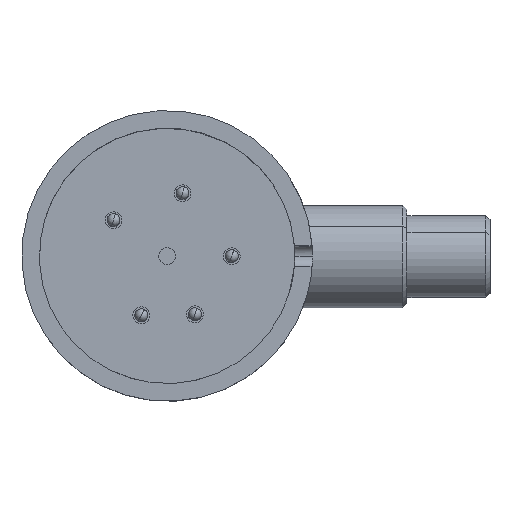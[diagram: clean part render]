
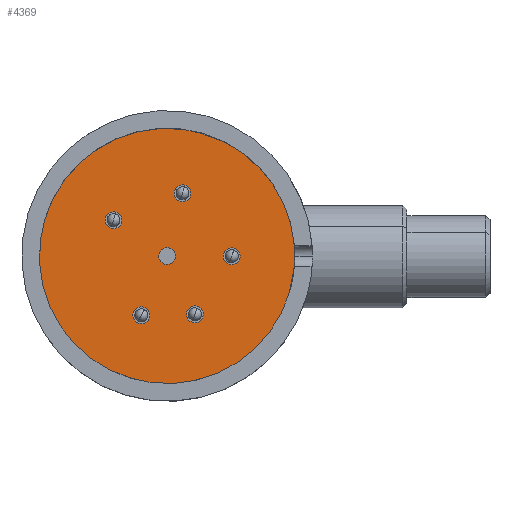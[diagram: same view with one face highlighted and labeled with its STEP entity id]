
A CAD part, top view. The second image highlights one B-rep face of the part: STEP entity #4369.
In plain terms, the highlighted planar face has unit normal (0, 0, 1).
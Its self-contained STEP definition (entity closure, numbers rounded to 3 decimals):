
#83 = CIRCLE ( 'NONE', #6696, 1.029 ) ;
#119 = AXIS2_PLACEMENT_3D ( 'NONE', #2633, #5148, #1503 ) ;
#161 = CIRCLE ( 'NONE', #3254, 1.029 ) ;
#186 = ORIENTED_EDGE ( 'NONE', *, *, #5442, .F. ) ;
#206 = CARTESIAN_POINT ( 'NONE',  ( 0., 0., 72.034 ) ) ;
#371 = CARTESIAN_POINT ( 'NONE',  ( 14.958, -4.501, 72.034 ) ) ;
#372 = DIRECTION ( 'NONE',  ( -0.958, 0.288, 0. ) ) ;
#442 = AXIS2_PLACEMENT_3D ( 'NONE', #4955, #5019, #3828 ) ;
#452 = EDGE_LOOP ( 'NONE', ( #5955, #6608 ) ) ;
#501 = AXIS2_PLACEMENT_3D ( 'NONE', #6384, #4200, #4731 ) ;
#509 = FACE_BOUND ( 'NONE', #4985, .T. ) ;
#534 = ORIENTED_EDGE ( 'NONE', *, *, #3405, .F. ) ;
#774 = VERTEX_POINT ( 'NONE', #4322 ) ;
#790 = DIRECTION ( 'NONE',  ( -0.958, 0.288, 0. ) ) ;
#868 = ORIENTED_EDGE ( 'NONE', *, *, #1135, .F. ) ;
#884 = AXIS2_PLACEMENT_3D ( 'NONE', #3839, #5854, #5931 ) ;
#899 = ORIENTED_EDGE ( 'NONE', *, *, #1512, .F. ) ;
#938 = CIRCLE ( 'NONE', #4131, 1.029 ) ;
#947 = ORIENTED_EDGE ( 'NONE', *, *, #974, .F. ) ;
#974 = EDGE_CURVE ( 'NONE', #6326, #1570, #2348, .T. ) ;
#979 = DIRECTION ( 'NONE',  ( -0.958, 0.288, 0. ) ) ;
#987 = FACE_BOUND ( 'NONE', #5432, .T. ) ;
#1020 = ORIENTED_EDGE ( 'NONE', *, *, #6362, .F. ) ;
#1081 = FACE_BOUND ( 'NONE', #452, .T. ) ;
#1135 = EDGE_CURVE ( 'NONE', #1570, #6326, #4339, .T. ) ;
#1226 = CARTESIAN_POINT ( 'NONE',  ( 0., 0., 72.034 ) ) ;
#1263 = DIRECTION ( 'NONE',  ( 0., 0., 1. ) ) ;
#1408 = VERTEX_POINT ( 'NONE', #2238 ) ;
#1427 = EDGE_CURVE ( 'NONE', #774, #1408, #5776, .T. ) ;
#1503 = DIRECTION ( 'NONE',  ( -0.958, 0.288, 0. ) ) ;
#1512 = EDGE_CURVE ( 'NONE', #6350, #4121, #938, .T. ) ;
#1570 = VERTEX_POINT ( 'NONE', #3555 ) ;
#1643 = CIRCLE ( 'NONE', #119, 15.621 ) ;
#1711 = DIRECTION ( 'NONE',  ( 0., 0., 1. ) ) ;
#1812 = AXIS2_PLACEMENT_3D ( 'NONE', #3243, #1711, #5889 ) ;
#1925 = AXIS2_PLACEMENT_3D ( 'NONE', #5455, #6449, #3323 ) ;
#2000 = DIRECTION ( 'NONE',  ( -0.958, 0.288, 0. ) ) ;
#2047 = VERTEX_POINT ( 'NONE', #5186 ) ;
#2063 = CIRCLE ( 'NONE', #2293, 1.029 ) ;
#2154 = EDGE_LOOP ( 'NONE', ( #868, #947 ) ) ;
#2238 = CARTESIAN_POINT ( 'NONE',  ( 0.902, 7.978, 72.034 ) ) ;
#2293 = AXIS2_PLACEMENT_3D ( 'NONE', #1226, #4971, #5528 ) ;
#2294 = DIRECTION ( 'NONE',  ( 0., 0., 1. ) ) ;
#2333 = CIRCLE ( 'NONE', #442, 15.621 ) ;
#2348 = CIRCLE ( 'NONE', #3229, 1.029 ) ;
#2411 = DIRECTION ( 'NONE',  ( 0., 0., 1. ) ) ;
#2448 = CIRCLE ( 'NONE', #884, 1.029 ) ;
#2480 = EDGE_CURVE ( 'NONE', #4121, #6350, #2063, .T. ) ;
#2530 = CARTESIAN_POINT ( 'NONE',  ( 3.4, -7.124, 72.034 ) ) ;
#2592 = EDGE_CURVE ( 'NONE', #4839, #3306, #83, .T. ) ;
#2633 = CARTESIAN_POINT ( 'NONE',  ( 0., 0., 72.034 ) ) ;
#2822 = VERTEX_POINT ( 'NONE', #6710 ) ;
#3003 = DIRECTION ( 'NONE',  ( -0.958, 0.288, 0. ) ) ;
#3105 = CARTESIAN_POINT ( 'NONE',  ( 1.887, 7.681, 72.034 ) ) ;
#3117 = ORIENTED_EDGE ( 'NONE', *, *, #6025, .T. ) ;
#3135 = ORIENTED_EDGE ( 'NONE', *, *, #5201, .T. ) ;
#3213 = PLANE ( 'NONE',  #501 ) ;
#3229 = AXIS2_PLACEMENT_3D ( 'NONE', #6571, #2294, #6534 ) ;
#3243 = CARTESIAN_POINT ( 'NONE',  ( -6.558, 4.387, 72.034 ) ) ;
#3254 = AXIS2_PLACEMENT_3D ( 'NONE', #4650, #3623, #979 ) ;
#3267 = CIRCLE ( 'NONE', #1812, 1.029 ) ;
#3298 = VERTEX_POINT ( 'NONE', #371 ) ;
#3306 = VERTEX_POINT ( 'NONE', #4027 ) ;
#3316 = CARTESIAN_POINT ( 'NONE',  ( 4.385, -7.42, 72.034 ) ) ;
#3317 = CARTESIAN_POINT ( 'NONE',  ( 7.9, -0.016, 72.034 ) ) ;
#3323 = DIRECTION ( 'NONE',  ( -0.958, 0.288, 0. ) ) ;
#3329 = EDGE_LOOP ( 'NONE', ( #3117, #3135 ) ) ;
#3394 = CARTESIAN_POINT ( 'NONE',  ( -7.543, 4.684, 72.034 ) ) ;
#3405 = EDGE_CURVE ( 'NONE', #3306, #4839, #161, .T. ) ;
#3540 = ORIENTED_EDGE ( 'NONE', *, *, #2592, .F. ) ;
#3542 = EDGE_LOOP ( 'NONE', ( #1020, #3950 ) ) ;
#3555 = CARTESIAN_POINT ( 'NONE',  ( 2.415, -6.827, 72.034 ) ) ;
#3591 = CARTESIAN_POINT ( 'NONE',  ( -3.162, -7.245, 72.034 ) ) ;
#3608 = EDGE_CURVE ( 'NONE', #5351, #2822, #6447, .T. ) ;
#3623 = DIRECTION ( 'NONE',  ( 0., 0., 1. ) ) ;
#3681 = CARTESIAN_POINT ( 'NONE',  ( -0.985, 0.296, 72.034 ) ) ;
#3706 = AXIS2_PLACEMENT_3D ( 'NONE', #4470, #2411, #4502 ) ;
#3828 = DIRECTION ( 'NONE',  ( -0.958, 0.288, 0. ) ) ;
#3839 = CARTESIAN_POINT ( 'NONE',  ( -3.162, -7.245, 72.034 ) ) ;
#3950 = ORIENTED_EDGE ( 'NONE', *, *, #6429, .F. ) ;
#3982 = EDGE_CURVE ( 'NONE', #2822, #5351, #3267, .T. ) ;
#4027 = CARTESIAN_POINT ( 'NONE',  ( 6.914, 0.28, 72.034 ) ) ;
#4098 = DIRECTION ( 'NONE',  ( 0., 0., 1. ) ) ;
#4121 = VERTEX_POINT ( 'NONE', #3681 ) ;
#4131 = AXIS2_PLACEMENT_3D ( 'NONE', #206, #5527, #790 ) ;
#4200 = DIRECTION ( 'NONE',  ( 0., 0., 1. ) ) ;
#4307 = CIRCLE ( 'NONE', #4760, 1.029 ) ;
#4322 = CARTESIAN_POINT ( 'NONE',  ( 2.872, 7.385, 72.034 ) ) ;
#4339 = CIRCLE ( 'NONE', #5772, 1.029 ) ;
#4369 = ADVANCED_FACE ( 'NONE', ( #987, #1081, #5829, #509, #6800, #4692, #5310 ), #3213, .T. ) ;
#4428 = CIRCLE ( 'NONE', #6410, 1.029 ) ;
#4439 = DIRECTION ( 'NONE',  ( -0.958, 0.288, 0. ) ) ;
#4470 = CARTESIAN_POINT ( 'NONE',  ( -6.558, 4.387, 72.034 ) ) ;
#4502 = DIRECTION ( 'NONE',  ( -0.958, 0.288, 0. ) ) ;
#4620 = CARTESIAN_POINT ( 'NONE',  ( 8.885, -0.313, 72.034 ) ) ;
#4621 = DIRECTION ( 'NONE',  ( 0., 0., 1. ) ) ;
#4650 = CARTESIAN_POINT ( 'NONE',  ( 7.9, -0.016, 72.034 ) ) ;
#4692 = FACE_BOUND ( 'NONE', #3542, .T. ) ;
#4731 = DIRECTION ( 'NONE',  ( -0.958, 0.288, 0. ) ) ;
#4760 = AXIS2_PLACEMENT_3D ( 'NONE', #3105, #5723, #3003 ) ;
#4839 = VERTEX_POINT ( 'NONE', #4620 ) ;
#4955 = CARTESIAN_POINT ( 'NONE',  ( 0., 0., 72.034 ) ) ;
#4971 = DIRECTION ( 'NONE',  ( 0., 0., 1. ) ) ;
#4985 = EDGE_LOOP ( 'NONE', ( #534, #3540 ) ) ;
#5019 = DIRECTION ( 'NONE',  ( 0., 0., 1. ) ) ;
#5148 = DIRECTION ( 'NONE',  ( 0., 0., 1. ) ) ;
#5183 = ORIENTED_EDGE ( 'NONE', *, *, #2480, .F. ) ;
#5186 = CARTESIAN_POINT ( 'NONE',  ( -4.147, -6.948, 72.034 ) ) ;
#5201 = EDGE_CURVE ( 'NONE', #3298, #5218, #2333, .T. ) ;
#5218 = VERTEX_POINT ( 'NONE', #5917 ) ;
#5310 = FACE_OUTER_BOUND ( 'NONE', #3329, .T. ) ;
#5351 = VERTEX_POINT ( 'NONE', #3394 ) ;
#5432 = EDGE_LOOP ( 'NONE', ( #5183, #899 ) ) ;
#5442 = EDGE_CURVE ( 'NONE', #1408, #774, #4307, .T. ) ;
#5455 = CARTESIAN_POINT ( 'NONE',  ( 1.887, 7.681, 72.034 ) ) ;
#5527 = DIRECTION ( 'NONE',  ( 0., 0., 1. ) ) ;
#5528 = DIRECTION ( 'NONE',  ( -0.958, 0.288, 0. ) ) ;
#5723 = DIRECTION ( 'NONE',  ( 0., 0., 1. ) ) ;
#5772 = AXIS2_PLACEMENT_3D ( 'NONE', #2530, #4621, #2000 ) ;
#5776 = CIRCLE ( 'NONE', #1925, 1.029 ) ;
#5829 = FACE_BOUND ( 'NONE', #6131, .T. ) ;
#5854 = DIRECTION ( 'NONE',  ( 0., 0., 1. ) ) ;
#5889 = DIRECTION ( 'NONE',  ( -0.958, 0.288, 0. ) ) ;
#5917 = CARTESIAN_POINT ( 'NONE',  ( -14.958, 4.501, 72.034 ) ) ;
#5931 = DIRECTION ( 'NONE',  ( -0.958, 0.288, 0. ) ) ;
#5955 = ORIENTED_EDGE ( 'NONE', *, *, #3608, .F. ) ;
#5993 = ORIENTED_EDGE ( 'NONE', *, *, #1427, .F. ) ;
#6025 = EDGE_CURVE ( 'NONE', #5218, #3298, #1643, .T. ) ;
#6131 = EDGE_LOOP ( 'NONE', ( #186, #5993 ) ) ;
#6146 = VERTEX_POINT ( 'NONE', #6794 ) ;
#6326 = VERTEX_POINT ( 'NONE', #3316 ) ;
#6350 = VERTEX_POINT ( 'NONE', #6486 ) ;
#6362 = EDGE_CURVE ( 'NONE', #2047, #6146, #2448, .T. ) ;
#6384 = CARTESIAN_POINT ( 'NONE',  ( 0., 0., 72.034 ) ) ;
#6410 = AXIS2_PLACEMENT_3D ( 'NONE', #3591, #4098, #372 ) ;
#6429 = EDGE_CURVE ( 'NONE', #6146, #2047, #4428, .T. ) ;
#6447 = CIRCLE ( 'NONE', #3706, 1.029 ) ;
#6449 = DIRECTION ( 'NONE',  ( 0., 0., 1. ) ) ;
#6486 = CARTESIAN_POINT ( 'NONE',  ( 0.985, -0.296, 72.034 ) ) ;
#6534 = DIRECTION ( 'NONE',  ( -0.958, 0.288, 0. ) ) ;
#6571 = CARTESIAN_POINT ( 'NONE',  ( 3.4, -7.124, 72.034 ) ) ;
#6608 = ORIENTED_EDGE ( 'NONE', *, *, #3982, .F. ) ;
#6696 = AXIS2_PLACEMENT_3D ( 'NONE', #3317, #1263, #4439 ) ;
#6710 = CARTESIAN_POINT ( 'NONE',  ( -5.573, 4.091, 72.034 ) ) ;
#6794 = CARTESIAN_POINT ( 'NONE',  ( -2.176, -7.541, 72.034 ) ) ;
#6800 = FACE_BOUND ( 'NONE', #2154, .T. ) ;
